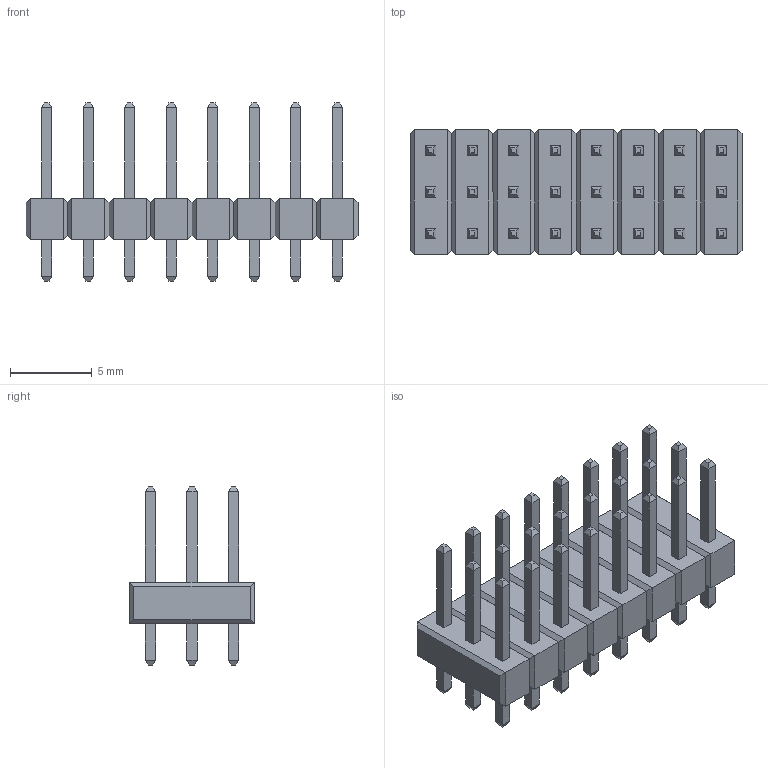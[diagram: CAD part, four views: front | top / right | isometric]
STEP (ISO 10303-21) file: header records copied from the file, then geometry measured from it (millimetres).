
FILE_DESCRIPTION (( 'STEP AP214' ), '1' );
FILE_NAME ('TSW-108-07-x-T.STEP', '2022-07-06T12:19:34', ( '' ), ( '' ), 'SwSTEP 2.0', 'SolidWorks 2018', '' );
FILE_SCHEMA (( 'AUTOMOTIVE_DESIGN' ));
Length unit declared in the file: millimetre
Products named in the file (1): TSW-108-07-x-T
Bounding box: 20.32 x 7.62 x 10.92 mm (x, y, z)
Volume: 462 mm3; surface area: 959.6 mm2
Topology: 1 solids, 1 shells, 530 faces, 1156 edges, 676 vertices
Faces by surface type: plane 530
Entity records: 19652 total; most frequent: CARTESIAN_POINT 2363, ORIENTED_EDGE 2312, DIRECTION 2218, EDGE_CURVE 1156, VECTOR 1156, LINE 1156, VERTEX_POINT 676, EDGE_LOOP 578
